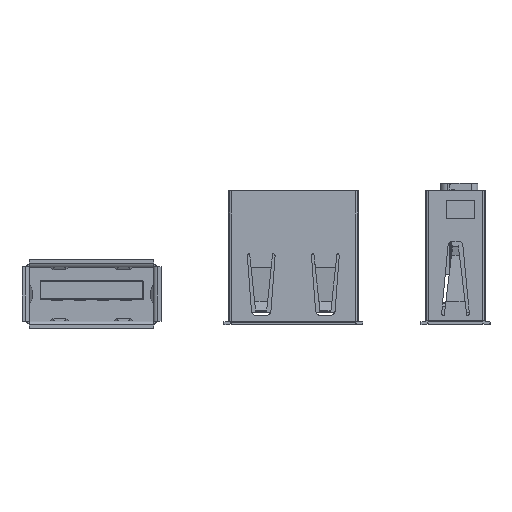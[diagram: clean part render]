
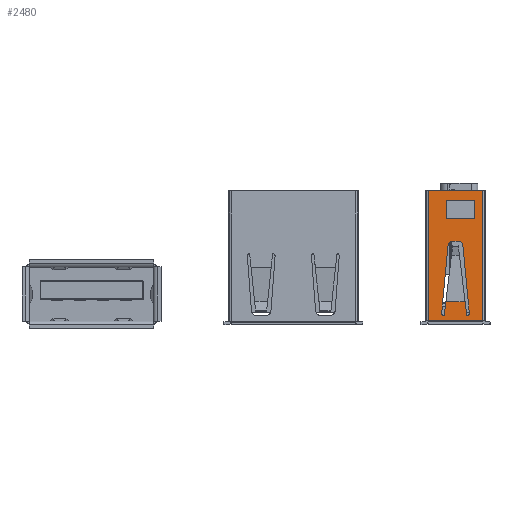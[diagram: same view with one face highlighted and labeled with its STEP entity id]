
A CAD part, top view. The second image highlights one B-rep face of the part: STEP entity #2480.
In plain terms, the highlighted planar face has unit normal (0, 0, 1).
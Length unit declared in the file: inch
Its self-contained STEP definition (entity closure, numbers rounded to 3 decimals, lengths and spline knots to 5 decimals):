
#2480=ADVANCED_FACE('',(#5544,#5545,#5546),#5547,.T.);
#5544=FACE_OUTER_BOUND('',#10700,.T.);
#5545=FACE_BOUND('',#10701,.T.);
#5546=FACE_BOUND('',#10702,.T.);
#5547=PLANE('',#10703);
#10700=EDGE_LOOP('',(#17946,#17947,#17948,#17949,#17950));
#10701=EDGE_LOOP('',(#17951,#17952,#17953,#17954));
#10702=EDGE_LOOP('',(#17955,#17956,#17957,#17958,#17959,#17960,#17961,#17962,#17963,#17964,#17965,#17966,#17967,#17968));
#10703=AXIS2_PLACEMENT_3D('',#17969,#17970,#17971);
#17946=ORIENTED_EDGE('',*,*,#25965,.F.);
#17947=ORIENTED_EDGE('',*,*,#25966,.F.);
#17948=ORIENTED_EDGE('',*,*,#25665,.F.);
#17949=ORIENTED_EDGE('',*,*,#25663,.F.);
#17950=ORIENTED_EDGE('',*,*,#25963,.T.);
#17951=ORIENTED_EDGE('',*,*,#25658,.T.);
#17952=ORIENTED_EDGE('',*,*,#25654,.T.);
#17953=ORIENTED_EDGE('',*,*,#25652,.T.);
#17954=ORIENTED_EDGE('',*,*,#25648,.T.);
#17955=ORIENTED_EDGE('',*,*,#25643,.F.);
#17956=ORIENTED_EDGE('',*,*,#25639,.F.);
#17957=ORIENTED_EDGE('',*,*,#25635,.F.);
#17958=ORIENTED_EDGE('',*,*,#25631,.F.);
#17959=ORIENTED_EDGE('',*,*,#25626,.T.);
#17960=ORIENTED_EDGE('',*,*,#25622,.F.);
#17961=ORIENTED_EDGE('',*,*,#25620,.F.);
#17962=ORIENTED_EDGE('',*,*,#25614,.T.);
#17963=ORIENTED_EDGE('',*,*,#25612,.T.);
#17964=ORIENTED_EDGE('',*,*,#25608,.T.);
#17965=ORIENTED_EDGE('',*,*,#25603,.F.);
#17966=ORIENTED_EDGE('',*,*,#25601,.F.);
#17967=ORIENTED_EDGE('',*,*,#25597,.T.);
#17968=ORIENTED_EDGE('',*,*,#25592,.F.);
#17969=CARTESIAN_POINT('',(0.85331,-1.58027,0.31115));
#17970=DIRECTION('',(0.,0.,1.0));
#17971=DIRECTION('',(1.0,0.,0.0));
#25592=EDGE_CURVE('',#30942,#30944,#30945,.T.);
#25597=EDGE_CURVE('',#30949,#30944,#30952,.T.);
#25601=EDGE_CURVE('',#30949,#30954,#30958,.T.);
#25603=EDGE_CURVE('',#30954,#30960,#30961,.T.);
#25608=EDGE_CURVE('',#30967,#30960,#30968,.T.);
#25612=EDGE_CURVE('',#30971,#30967,#30973,.T.);
#25614=EDGE_CURVE('',#30975,#30971,#30976,.T.);
#25620=EDGE_CURVE('',#30975,#30981,#30985,.T.);
#25622=EDGE_CURVE('',#30981,#30987,#30988,.T.);
#25626=EDGE_CURVE('',#30993,#30987,#30994,.T.);
#25631=EDGE_CURVE('',#30993,#31001,#31002,.T.);
#25635=EDGE_CURVE('',#31001,#31007,#31008,.T.);
#25639=EDGE_CURVE('',#31007,#31013,#31014,.T.);
#25643=EDGE_CURVE('',#31013,#30942,#31018,.T.);
#25648=EDGE_CURVE('',#31020,#31025,#31027,.T.);
#25652=EDGE_CURVE('',#31029,#31020,#31033,.T.);
#25654=EDGE_CURVE('',#31035,#31029,#31036,.T.);
#25658=EDGE_CURVE('',#31025,#31035,#31041,.T.);
#25663=EDGE_CURVE('',#31046,#30811,#31048,.T.);
#25665=EDGE_CURVE('',#30811,#30928,#31050,.T.);
#25963=EDGE_CURVE('',#31046,#31473,#31475,.T.);
#25965=EDGE_CURVE('',#31477,#31473,#31478,.T.);
#25966=EDGE_CURVE('',#30928,#31477,#31479,.T.);
#30811=VERTEX_POINT('',#38514);
#30928=VERTEX_POINT('',#38670);
#30942=VERTEX_POINT('',#38689);
#30944=VERTEX_POINT('',#38692);
#30945=LINE('',#38693,#38694);
#30949=VERTEX_POINT('',#38699);
#30952=CIRCLE('',#38703,0.00984);
#30954=VERTEX_POINT('',#38705);
#30958=CIRCLE('',#38710,0.00394);
#30960=VERTEX_POINT('',#38712);
#30961=CIRCLE('',#38713,0.00394);
#30967=VERTEX_POINT('',#38721);
#30968=LINE('',#38722,#38723);
#30971=VERTEX_POINT('',#38727);
#30973=LINE('',#38730,#38731);
#30975=VERTEX_POINT('',#38733);
#30976=LINE('',#38734,#38735);
#30981=VERTEX_POINT('',#38742);
#30985=CIRCLE('',#38747,0.00394);
#30987=VERTEX_POINT('',#38749);
#30988=CIRCLE('',#38750,0.00394);
#30993=VERTEX_POINT('',#38756);
#30994=CIRCLE('',#38757,0.00984);
#31001=VERTEX_POINT('',#38766);
#31002=LINE('',#38767,#38768);
#31007=VERTEX_POINT('',#38774);
#31008=CIRCLE('',#38775,0.01969);
#31013=VERTEX_POINT('',#38782);
#31014=LINE('',#38783,#38784);
#31018=CIRCLE('',#38789,0.01969);
#31020=VERTEX_POINT('',#38791);
#31025=VERTEX_POINT('',#38798);
#31027=LINE('',#38801,#38802);
#31029=VERTEX_POINT('',#38804);
#31033=LINE('',#38810,#38811);
#31035=VERTEX_POINT('',#38813);
#31036=LINE('',#38814,#38815);
#31041=LINE('',#38822,#38823);
#31046=VERTEX_POINT('',#38830);
#31048=LINE('',#38833,#38834);
#31050=LINE('',#38836,#38837);
#31473=VERTEX_POINT('',#39503);
#31475=LINE('',#39506,#39507);
#31477=VERTEX_POINT('',#39509);
#31478=LINE('',#39510,#39511);
#31479=LINE('',#39512,#39513);
#38514=CARTESIAN_POINT('',(0.93909,-1.8706,0.31115));
#38670=CARTESIAN_POINT('',(0.71075,-1.8706,0.31115));
#38689=CARTESIAN_POINT('',(0.79371,-1.55378,0.31115));
#38692=CARTESIAN_POINT('',(0.7668,-1.83718,0.31115));
#38693=CARTESIAN_POINT('',(0.79371,-1.55378,0.31115));
#38694=VECTOR('',#45880,1.0);
#38699=CARTESIAN_POINT('',(0.77244,-1.84703,0.31115));
#38703=AXIS2_PLACEMENT_3D('',#45886,#45887,#45888);
#38705=CARTESIAN_POINT('',(0.77601,-1.84691,0.31115));
#38710=AXIS2_PLACEMENT_3D('',#45893,#45894,#45895);
#38712=CARTESIAN_POINT('',(0.77801,-1.84394,0.31115));
#38713=AXIS2_PLACEMENT_3D('',#45896,#45897,#45898);
#38721=CARTESIAN_POINT('',(0.78468,-1.78886,0.31115));
#38722=CARTESIAN_POINT('',(0.78892,-1.75388,0.31115));
#38723=VECTOR('',#45904,1.0);
#38727=CARTESIAN_POINT('',(0.86517,-1.78886,0.31115));
#38730=CARTESIAN_POINT('',(0.87232,-1.78886,0.31115));
#38731=VECTOR('',#45907,1.0);
#38733=CARTESIAN_POINT('',(0.87184,-1.84394,0.31115));
#38734=CARTESIAN_POINT('',(0.86162,-1.75954,0.31115));
#38735=VECTOR('',#45908,1.0);
#38742=CARTESIAN_POINT('',(0.87384,-1.84691,0.31115));
#38747=AXIS2_PLACEMENT_3D('',#45915,#45916,#45917);
#38749=CARTESIAN_POINT('',(0.87741,-1.84703,0.31115));
#38750=AXIS2_PLACEMENT_3D('',#45918,#45919,#45920);
#38756=CARTESIAN_POINT('',(0.88305,-1.83718,0.31115));
#38757=AXIS2_PLACEMENT_3D('',#45925,#45926,#45927);
#38766=CARTESIAN_POINT('',(0.85614,-1.55378,0.31115));
#38767=CARTESIAN_POINT('',(0.88305,-1.83718,0.31115));
#38768=VECTOR('',#45933,1.0);
#38774=CARTESIAN_POINT('',(0.83655,-1.53596,0.31115));
#38775=AXIS2_PLACEMENT_3D('',#45938,#45939,#45940);
#38782=CARTESIAN_POINT('',(0.8133,-1.53596,0.31115));
#38783=CARTESIAN_POINT('',(0.83655,-1.53596,0.31115));
#38784=VECTOR('',#45943,1.0);
#38789=AXIS2_PLACEMENT_3D('',#45948,#45949,#45950);
#38791=CARTESIAN_POINT('',(0.90343,-1.36273,0.31115));
#38798=CARTESIAN_POINT('',(0.90343,-1.44147,0.31115));
#38801=CARTESIAN_POINT('',(0.90343,-1.49118,0.31115));
#38802=VECTOR('',#45954,1.0);
#38804=CARTESIAN_POINT('',(0.78532,-1.36273,0.31115));
#38810=CARTESIAN_POINT('',(0.839,-1.36273,0.31115));
#38811=VECTOR('',#45957,1.0);
#38813=CARTESIAN_POINT('',(0.78532,-1.44147,0.31115));
#38814=CARTESIAN_POINT('',(0.78532,-1.49118,0.31115));
#38815=VECTOR('',#45958,1.0);
#38822=CARTESIAN_POINT('',(0.86853,-1.44147,0.31115));
#38823=VECTOR('',#45961,1.0);
#38830=CARTESIAN_POINT('',(0.93864,-1.50052,0.31115));
#38833=CARTESIAN_POINT('',(0.93864,-1.50052,0.31115));
#38834=VECTOR('',#45965,1.0);
#38836=CARTESIAN_POINT('',(0.83912,-1.8706,0.31115));
#38837=VECTOR('',#45966,1.0);
#39503=CARTESIAN_POINT('',(0.93864,-1.32336,0.31115));
#39506=CARTESIAN_POINT('',(0.93864,-1.51825,0.31115));
#39507=VECTOR('',#46300,1.0);
#39509=CARTESIAN_POINT('',(0.71075,-1.32336,0.31115));
#39510=CARTESIAN_POINT('',(0.71075,-1.32336,0.31115));
#39511=VECTOR('',#46301,1.0);
#39512=CARTESIAN_POINT('',(0.71075,-1.45181,0.31115));
#39513=VECTOR('',#46302,1.0);
#45880=DIRECTION('',(-0.095,-0.996,0.));
#45886=CARTESIAN_POINT('',(0.7766,-1.83811,0.31115));
#45887=DIRECTION('',(0.,0.,-1.0));
#45888=DIRECTION('',(0.,1.0,0.));
#45893=CARTESIAN_POINT('',(0.7741,-1.84346,0.31115));
#45894=DIRECTION('',(0.,0.,1.0));
#45895=DIRECTION('',(0.485,-0.874,0.));
#45896=CARTESIAN_POINT('',(0.7741,-1.84346,0.31115));
#45897=DIRECTION('',(0.,0.,1.0));
#45898=DIRECTION('',(0.485,-0.874,0.));
#45904=DIRECTION('',(-0.12,-0.993,0.));
#45907=DIRECTION('',(-1.0,0.,0.));
#45908=DIRECTION('',(-0.12,0.993,0.));
#45915=CARTESIAN_POINT('',(0.87575,-1.84346,0.31115));
#45916=DIRECTION('',(0.,0.,1.0));
#45917=DIRECTION('',(-0.485,-0.874,0.));
#45918=CARTESIAN_POINT('',(0.87575,-1.84346,0.31115));
#45919=DIRECTION('',(0.,0.,1.0));
#45920=DIRECTION('',(-0.485,-0.874,0.));
#45925=CARTESIAN_POINT('',(0.87325,-1.83811,0.31115));
#45926=DIRECTION('',(0.,0.,-1.0));
#45927=DIRECTION('',(0.,1.0,0.));
#45933=DIRECTION('',(-0.095,0.996,0.));
#45938=CARTESIAN_POINT('',(0.83655,-1.55564,0.31115));
#45939=DIRECTION('',(0.,0.,1.0));
#45940=DIRECTION('',(0.996,0.095,0.));
#45943=DIRECTION('',(-1.0,0.,0.));
#45948=CARTESIAN_POINT('',(0.8133,-1.55564,0.31115));
#45949=DIRECTION('',(0.,0.,1.0));
#45950=DIRECTION('',(0.,1.0,0.));
#45954=DIRECTION('',(0.,-1.0,0.));
#45957=DIRECTION('',(1.0,0.,0.));
#45958=DIRECTION('',(0.,1.0,0.));
#45961=DIRECTION('',(-1.0,0.,0.));
#45965=DIRECTION('',(0.001,-1.,0.));
#45966=DIRECTION('',(-1.0,0.,0.));
#46300=DIRECTION('',(0.,1.0,0.));
#46301=DIRECTION('',(1.0,0.,0.));
#46302=DIRECTION('',(0.,1.0,0.));
